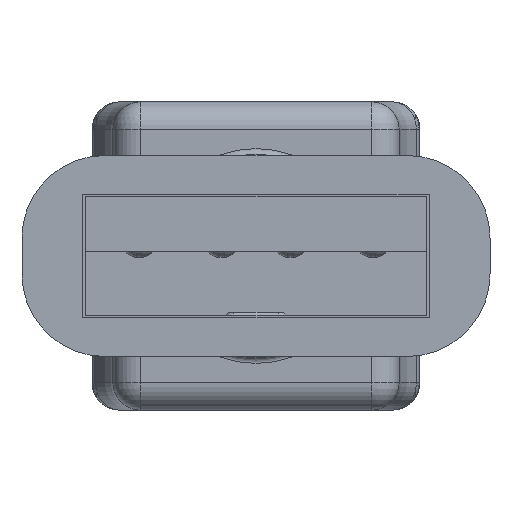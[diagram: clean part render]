
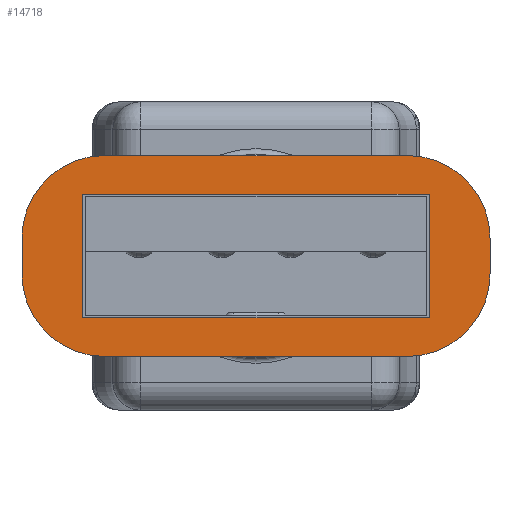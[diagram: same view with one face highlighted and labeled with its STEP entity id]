
A CAD part, left-side view. The second image highlights one B-rep face of the part: STEP entity #14718.
In plain terms, the highlighted planar face has unit normal (-1, 0, 0).
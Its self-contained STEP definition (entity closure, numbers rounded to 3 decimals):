
#287=FACE_BOUND('',#2310,.T.);
#605=PLANE('',#16487);
#1430=FACE_OUTER_BOUND('',#2309,.T.);
#2309=EDGE_LOOP('',(#12212,#12213,#12214,#12215,#12216,#12217,#12218,#12219));
#2310=EDGE_LOOP('',(#12220,#12221,#12222,#12223,#12224,#12225,#12226,#12227,
#12228,#12229));
#3198=LINE('',#27211,#4148);
#3199=LINE('',#27215,#4149);
#3200=LINE('',#27219,#4150);
#3201=LINE('',#27222,#4151);
#3202=LINE('',#27225,#4152);
#3203=LINE('',#27229,#4153);
#3204=LINE('',#27233,#4154);
#3205=LINE('',#27237,#4155);
#3206=LINE('',#27241,#4156);
#3207=LINE('',#27242,#4157);
#4148=VECTOR('',#20782,10.);
#4149=VECTOR('',#20785,10.);
#4150=VECTOR('',#20788,10.);
#4151=VECTOR('',#20791,10.);
#4152=VECTOR('',#20792,6.78);
#4153=VECTOR('',#20795,4.48);
#4154=VECTOR('',#20798,12.58);
#4155=VECTOR('',#20801,4.48);
#4156=VECTOR('',#20804,5.79);
#4157=VECTOR('',#20805,0.01);
#5215=CIRCLE('',#16488,3.);
#5216=CIRCLE('',#16489,3.);
#5217=CIRCLE('',#16490,3.);
#5218=CIRCLE('',#16491,3.);
#5219=CIRCLE('',#16492,0.01);
#5220=CIRCLE('',#16493,0.01);
#5221=CIRCLE('',#16494,0.01);
#5222=CIRCLE('',#16495,0.01);
#6360=VERTEX_POINT('',#27207);
#6361=VERTEX_POINT('',#27208);
#6362=VERTEX_POINT('',#27210);
#6363=VERTEX_POINT('',#27212);
#6364=VERTEX_POINT('',#27214);
#6365=VERTEX_POINT('',#27216);
#6366=VERTEX_POINT('',#27218);
#6367=VERTEX_POINT('',#27220);
#6368=VERTEX_POINT('',#27223);
#6369=VERTEX_POINT('',#27224);
#6370=VERTEX_POINT('',#27226);
#6371=VERTEX_POINT('',#27228);
#6372=VERTEX_POINT('',#27230);
#6373=VERTEX_POINT('',#27232);
#6374=VERTEX_POINT('',#27234);
#6375=VERTEX_POINT('',#27236);
#6376=VERTEX_POINT('',#27238);
#6377=VERTEX_POINT('',#27240);
#8347=EDGE_CURVE('',#6360,#6361,#5215,.T.);
#8348=EDGE_CURVE('',#6361,#6362,#3198,.T.);
#8349=EDGE_CURVE('',#6362,#6363,#5216,.T.);
#8350=EDGE_CURVE('',#6363,#6364,#3199,.T.);
#8351=EDGE_CURVE('',#6364,#6365,#5217,.T.);
#8352=EDGE_CURVE('',#6365,#6366,#3200,.T.);
#8353=EDGE_CURVE('',#6366,#6367,#5218,.T.);
#8354=EDGE_CURVE('',#6367,#6360,#3201,.T.);
#8355=EDGE_CURVE('',#6368,#6369,#3202,.T.);
#8356=EDGE_CURVE('',#6370,#6368,#5219,.T.);
#8357=EDGE_CURVE('',#6371,#6370,#3203,.T.);
#8358=EDGE_CURVE('',#6372,#6371,#5220,.T.);
#8359=EDGE_CURVE('',#6373,#6372,#3204,.T.);
#8360=EDGE_CURVE('',#6374,#6373,#5221,.T.);
#8361=EDGE_CURVE('',#6374,#6375,#3205,.T.);
#8362=EDGE_CURVE('',#6376,#6375,#5222,.T.);
#8363=EDGE_CURVE('',#6377,#6376,#3206,.T.);
#8364=EDGE_CURVE('',#6369,#6377,#3207,.T.);
#12212=ORIENTED_EDGE('',*,*,#8347,.T.);
#12213=ORIENTED_EDGE('',*,*,#8348,.T.);
#12214=ORIENTED_EDGE('',*,*,#8349,.T.);
#12215=ORIENTED_EDGE('',*,*,#8350,.T.);
#12216=ORIENTED_EDGE('',*,*,#8351,.T.);
#12217=ORIENTED_EDGE('',*,*,#8352,.T.);
#12218=ORIENTED_EDGE('',*,*,#8353,.T.);
#12219=ORIENTED_EDGE('',*,*,#8354,.T.);
#12220=ORIENTED_EDGE('',*,*,#8355,.F.);
#12221=ORIENTED_EDGE('',*,*,#8356,.F.);
#12222=ORIENTED_EDGE('',*,*,#8357,.F.);
#12223=ORIENTED_EDGE('',*,*,#8358,.F.);
#12224=ORIENTED_EDGE('',*,*,#8359,.F.);
#12225=ORIENTED_EDGE('',*,*,#8360,.F.);
#12226=ORIENTED_EDGE('',*,*,#8361,.T.);
#12227=ORIENTED_EDGE('',*,*,#8362,.F.);
#12228=ORIENTED_EDGE('',*,*,#8363,.F.);
#12229=ORIENTED_EDGE('',*,*,#8364,.F.);
#14718=ADVANCED_FACE('',(#1430,#287),#605,.T.);
#16487=AXIS2_PLACEMENT_3D('',#27206,#20778,#20779);
#16488=AXIS2_PLACEMENT_3D('',#27209,#20780,#20781);
#16489=AXIS2_PLACEMENT_3D('',#27213,#20783,#20784);
#16490=AXIS2_PLACEMENT_3D('',#27217,#20786,#20787);
#16491=AXIS2_PLACEMENT_3D('',#27221,#20789,#20790);
#16492=AXIS2_PLACEMENT_3D('',#27227,#20793,#20794);
#16493=AXIS2_PLACEMENT_3D('',#27231,#20796,#20797);
#16494=AXIS2_PLACEMENT_3D('',#27235,#20799,#20800);
#16495=AXIS2_PLACEMENT_3D('',#27239,#20802,#20803);
#20778=DIRECTION('center_axis',(-1.,0.,0.));
#20779=DIRECTION('ref_axis',(0.,1.,0.));
#20780=DIRECTION('center_axis',(-1.,0.,0.));
#20781=DIRECTION('ref_axis',(0.,-1.,0.));
#20782=DIRECTION('',(0.,1.,0.));
#20783=DIRECTION('center_axis',(-1.,0.,0.));
#20784=DIRECTION('ref_axis',(0.,0.,
1.));
#20785=DIRECTION('',(0.,0.,-1.));
#20786=DIRECTION('center_axis',(-1.,0.,0.));
#20787=DIRECTION('ref_axis',(0.,1.,0.));
#20788=DIRECTION('',(0.,-1.,0.));
#20789=DIRECTION('center_axis',(-1.,0.,0.));
#20790=DIRECTION('ref_axis',(0.,0.,
-1.));
#20791=DIRECTION('',(0.,0.,1.));
#20792=DIRECTION('',(0.,1.,0.));
#20793=DIRECTION('center_axis',(-1.,0.,0.));
#20794=DIRECTION('ref_axis',(0.,1.,0.));
#20795=DIRECTION('',(0.,0.,1.));
#20796=DIRECTION('center_axis',(-1.,0.,0.));
#20797=DIRECTION('ref_axis',(0.,1.,0.));
#20798=DIRECTION('',(0.,-1.,0.));
#20799=DIRECTION('center_axis',(-1.,0.,0.));
#20800=DIRECTION('ref_axis',(0.,1.,0.));
#20801=DIRECTION('',(0.,0.,1.));
#20802=DIRECTION('center_axis',(-1.,0.,0.));
#20803=DIRECTION('ref_axis',(0.,1.,0.));
#20804=DIRECTION('',(0.,1.,0.));
#20805=DIRECTION('',(0.,1.,0.));
#27206=CARTESIAN_POINT('Origin',(-294.996,18.372,116.207));
#27207=CARTESIAN_POINT('',(-294.996,9.872,116.857));
#27208=CARTESIAN_POINT('',(-294.996,12.872,119.857));
#27209=CARTESIAN_POINT('Origin',(-294.996,12.872,116.857));
#27210=CARTESIAN_POINT('',(-294.996,23.872,119.857));
#27211=CARTESIAN_POINT('',(-294.996,12.872,119.857));
#27212=CARTESIAN_POINT('',(-294.996,26.872,116.857));
#27213=CARTESIAN_POINT('Origin',(-294.996,23.872,116.857));
#27214=CARTESIAN_POINT('',(-294.996,26.872,115.557));
#27215=CARTESIAN_POINT('',(-294.996,26.872,116.857));
#27216=CARTESIAN_POINT('',(-294.996,23.872,112.557));
#27217=CARTESIAN_POINT('Origin',(-294.996,23.872,115.557));
#27218=CARTESIAN_POINT('',(-294.996,12.872,112.557));
#27219=CARTESIAN_POINT('',(-294.996,23.872,112.557));
#27220=CARTESIAN_POINT('',(-294.996,9.872,115.557));
#27221=CARTESIAN_POINT('Origin',(-294.996,12.872,115.557));
#27222=CARTESIAN_POINT('',(-294.996,9.872,115.557));
#27223=CARTESIAN_POINT('',(-294.996,12.082,118.457));
#27224=CARTESIAN_POINT('',(-294.996,18.862,118.457));
#27225=CARTESIAN_POINT('',(-294.996,12.082,118.457));
#27226=CARTESIAN_POINT('',(-294.996,12.072,118.447));
#27227=CARTESIAN_POINT('Origin',(-294.996,12.082,118.447));
#27228=CARTESIAN_POINT('',(-294.996,12.072,113.967));
#27229=CARTESIAN_POINT('',(-294.996,12.072,113.967));
#27230=CARTESIAN_POINT('',(-294.996,12.082,113.957));
#27231=CARTESIAN_POINT('Origin',(-294.996,12.082,113.967));
#27232=CARTESIAN_POINT('',(-294.996,24.662,113.957));
#27233=CARTESIAN_POINT('',(-294.996,24.662,113.957));
#27234=CARTESIAN_POINT('',(-294.996,24.672,113.967));
#27235=CARTESIAN_POINT('Origin',(-294.996,24.662,113.967));
#27236=CARTESIAN_POINT('',(-294.996,24.672,118.447));
#27237=CARTESIAN_POINT('',(-294.996,24.672,113.967));
#27238=CARTESIAN_POINT('',(-294.996,24.662,118.457));
#27239=CARTESIAN_POINT('Origin',(-294.996,24.662,118.447));
#27240=CARTESIAN_POINT('',(-294.996,18.872,118.457));
#27241=CARTESIAN_POINT('',(-294.996,18.872,118.457));
#27242=CARTESIAN_POINT('',(-294.996,18.862,118.457));
